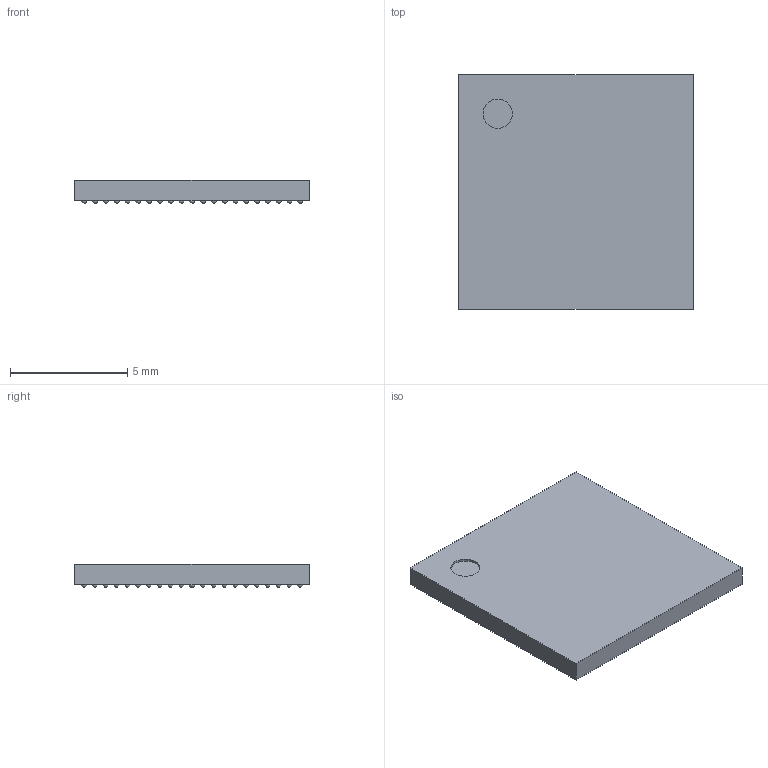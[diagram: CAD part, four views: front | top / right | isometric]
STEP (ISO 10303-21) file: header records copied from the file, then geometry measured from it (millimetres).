
FILE_DESCRIPTION(('Open CASCADE Model'),'2;1');
FILE_NAME('Open CASCADE Shape Model','2022-08-18T18:56:54',('Author'),( 'Open CASCADE'),'Open CASCADE STEP processor 6.8','Open CASCADE 6.8' ,'Unknown');
FILE_SCHEMA(('AUTOMOTIVE_DESIGN_CC2 { 1 2 10303 214 -1 1 5 4 }'));
Length unit declared in the file: millimetre
Products named in the file (5): BGA273C46P21X21_1000X1000X98.step; Open CASCADE STEP translator 6.8 6.1; Body; Open CASCADE STEP translator 6.8 6.2.1; ball
Assembly tree (380 placements, depth 3):
  BGA273C46P21X21_1000X1000X98.step
    Open CASCADE STEP translator 6.8 6.1
    Body
      Open CASCADE STEP translator 6.8 6.2.1
    ball  x377
Bounding box: 10 x 10 x 0.98 mm (x, y, z)
Volume: 88.5 mm3; surface area: 298.8 mm2
Topology: 378 solids, 379 shells, 386 faces, 1147 edges, 765 vertices
Faces by surface type: sphere 377, plane 8, cylinder 1
Full cylindrical faces by diameter (mm): 1.25 x1
Entity records: 3560 total; most frequent: DIRECTION 831, CARTESIAN_POINT 456, AXIS2_PLACEMENT_3D 394, PRODUCT_DEFINITION_SHAPE 385, CONTEXT_DEPENDENT_SHAPE_REPRESENTATION 380, ITEM_DEFINED_TRANSFORMATION 380, NEXT_ASSEMBLY_USAGE_OCCURRENCE 380, LINE 41
